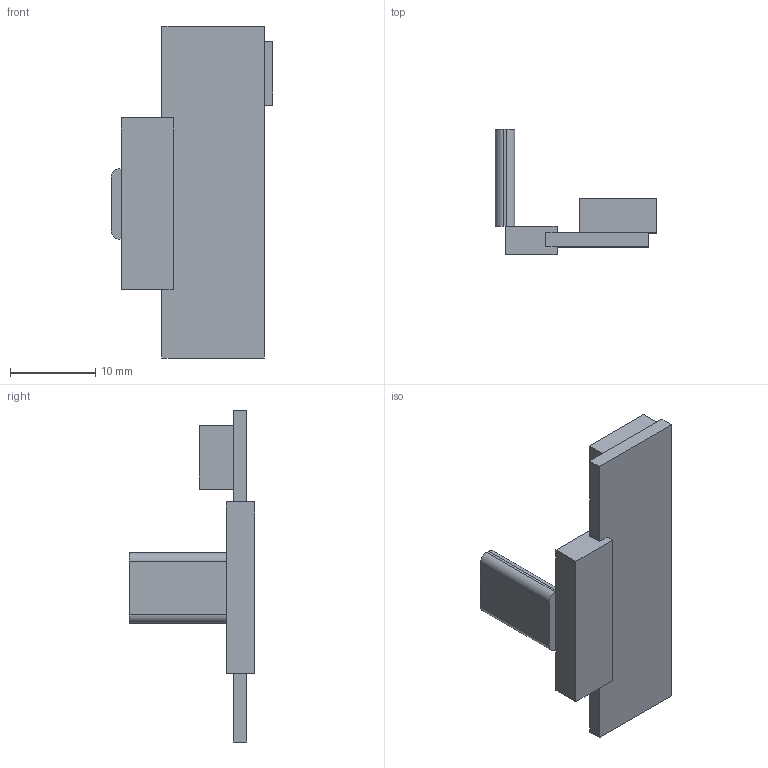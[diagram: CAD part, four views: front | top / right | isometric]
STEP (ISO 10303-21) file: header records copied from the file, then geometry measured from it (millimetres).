
FILE_DESCRIPTION(/* description */ (''),/* implementation_level */ '2;1');
FILE_NAME(/* name */ 'eonPCB.stp',/* time_stamp */ '2021-03-18T18:28:02-04:00',/* author */ ('dkiiv'),/* organization */ (''),/* preprocessor_version */ 'ST-DEVELOPER v18',/* originating_system */ 'Autodesk Inventor 2020',/* authorisation */ '');
FILE_SCHEMA (('AUTOMOTIVE_DESIGN { 1 0 10303 214 3 1 1 }'));
Length unit declared in the file: millimetre
Products named in the file (1): eonPCB
Bounding box: 18.95 x 14.7 x 39 mm (x, y, z)
Volume: 1594.3 mm3; surface area: 1786 mm2
Topology: 1 solids, 1 shells, 30 faces, 80 edges, 52 vertices
Faces by surface type: plane 26, cylinder 4
Entity records: 961 total; most frequent: CARTESIAN_POINT 163, ORIENTED_EDGE 160, DIRECTION 150, EDGE_CURVE 80, LINE 72, VECTOR 72, VERTEX_POINT 52, AXIS2_PLACEMENT_3D 39
